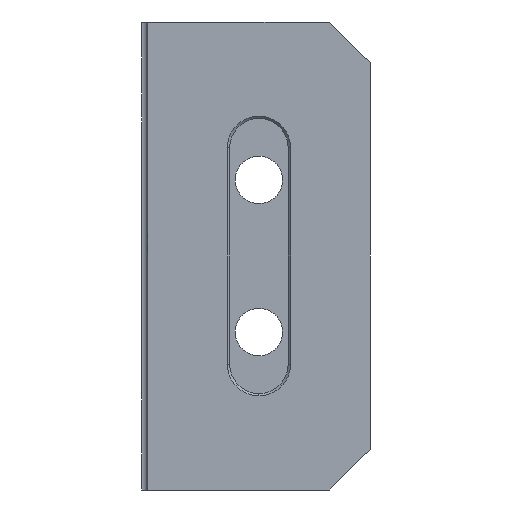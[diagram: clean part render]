
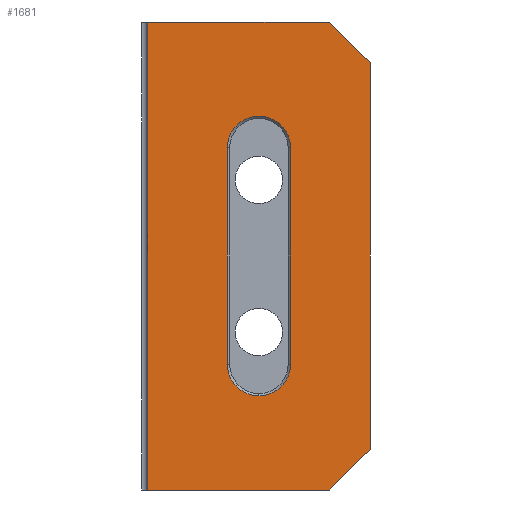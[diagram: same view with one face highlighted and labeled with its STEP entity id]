
A CAD part, front view. The second image highlights one B-rep face of the part: STEP entity #1681.
In plain terms, the highlighted planar face has unit normal (0, -1, 0).
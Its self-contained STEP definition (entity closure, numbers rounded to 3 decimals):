
#15 = CIRCLE ( 'NONE', #2877, 5.4 ) ;
#27 = CARTESIAN_POINT ( 'NONE',  ( 30.5, 24., 7. ) ) ;
#45 = CARTESIAN_POINT ( 'NONE',  ( 30.5, 24., -3.983 ) ) ;
#55 = LINE ( 'NONE', #3327, #2748 ) ;
#163 = CARTESIAN_POINT ( 'NONE',  ( -7.5, 24., 80. ) ) ;
#164 = AXIS2_PLACEMENT_3D ( 'NONE', #45, #1857, #307 ) ;
#307 = DIRECTION ( 'NONE',  ( 0., 0., 1. ) ) ;
#318 = VECTOR ( 'NONE', #539, 1000. ) ;
#403 = CARTESIAN_POINT ( 'NONE',  ( -7.5, 24., 0. ) ) ;
#425 = DIRECTION ( 'NONE',  ( -0.707, 0., 0.707 ) ) ;
#473 = LINE ( 'NONE', #1747, #2464 ) ;
#494 = ORIENTED_EDGE ( 'NONE', *, *, #582, .T. ) ;
#531 = EDGE_CURVE ( 'NONE', #3328, #1321, #1581, .T. ) ;
#539 = DIRECTION ( 'NONE',  ( 0., 0., 1. ) ) ;
#552 = VECTOR ( 'NONE', #1722, 1000. ) ;
#556 = VECTOR ( 'NONE', #1326, 1000. ) ;
#582 = EDGE_CURVE ( 'NONE', #2739, #2415, #2640, .T. ) ;
#606 = CARTESIAN_POINT ( 'NONE',  ( 24.871, 24., 0. ) ) ;
#624 = VERTEX_POINT ( 'NONE', #1508 ) ;
#628 = CARTESIAN_POINT ( 'NONE',  ( 11.5, 24., 21.5 ) ) ;
#663 = CARTESIAN_POINT ( 'NONE',  ( 30.5, 24., -3.983 ) ) ;
#680 = CARTESIAN_POINT ( 'NONE',  ( 24.871, 24., 80. ) ) ;
#689 = EDGE_LOOP ( 'NONE', ( #3332, #1356, #1051, #2878, #494, #2470 ) ) ;
#762 = AXIS2_PLACEMENT_3D ( 'NONE', #628, #2459, #899 ) ;
#769 = CARTESIAN_POINT ( 'NONE',  ( 16.9, 24., 21.5 ) ) ;
#874 = DIRECTION ( 'NONE',  ( -1., 0., 0. ) ) ;
#899 = DIRECTION ( 'NONE',  ( 0., 0., 1. ) ) ;
#937 = FACE_OUTER_BOUND ( 'NONE', #689, .T. ) ;
#1050 = LINE ( 'NONE', #606, #1732 ) ;
#1051 = ORIENTED_EDGE ( 'NONE', *, *, #2859, .F. ) ;
#1074 = VERTEX_POINT ( 'NONE', #3041 ) ;
#1206 = CIRCLE ( 'NONE', #762, 5.4 ) ;
#1208 = CARTESIAN_POINT ( 'NONE',  ( 11.5, 24., 58.5 ) ) ;
#1262 = ORIENTED_EDGE ( 'NONE', *, *, #2772, .T. ) ;
#1289 = ORIENTED_EDGE ( 'NONE', *, *, #2939, .T. ) ;
#1314 = ORIENTED_EDGE ( 'NONE', *, *, #1642, .T. ) ;
#1321 = VERTEX_POINT ( 'NONE', #2358 ) ;
#1326 = DIRECTION ( 'NONE',  ( 0.707, 0., 0.707 ) ) ;
#1347 = LINE ( 'NONE', #27, #556 ) ;
#1350 = EDGE_CURVE ( 'NONE', #1074, #2907, #1347, .T. ) ;
#1356 = ORIENTED_EDGE ( 'NONE', *, *, #1350, .T. ) ;
#1384 = CARTESIAN_POINT ( 'NONE',  ( 23.5, 24., 80. ) ) ;
#1455 = CARTESIAN_POINT ( 'NONE',  ( 23.5, 24., 80. ) ) ;
#1463 = DIRECTION ( 'NONE',  ( 0., 0., 1. ) ) ;
#1467 = CARTESIAN_POINT ( 'NONE',  ( 11.5, 24., 21.5 ) ) ;
#1480 = VECTOR ( 'NONE', #2222, 1000. ) ;
#1498 = DIRECTION ( 'NONE',  ( 0., 0., -1. ) ) ;
#1508 = CARTESIAN_POINT ( 'NONE',  ( 6.1, 24., 21.5 ) ) ;
#1561 = LINE ( 'NONE', #663, #1480 ) ;
#1581 = CIRCLE ( 'NONE', #2614, 5.4 ) ;
#1592 = VERTEX_POINT ( 'NONE', #769 ) ;
#1642 = EDGE_CURVE ( 'NONE', #624, #3328, #2393, .T. ) ;
#1677 = CARTESIAN_POINT ( 'NONE',  ( 6.1, 24., 58.5 ) ) ;
#1681 = ADVANCED_FACE ( 'NONE', ( #2311, #937 ), #2628, .F. ) ;
#1717 = CARTESIAN_POINT ( 'NONE',  ( 30.5, 24., 7. ) ) ;
#1722 = DIRECTION ( 'NONE',  ( -1., 0., 0. ) ) ;
#1725 = DIRECTION ( 'NONE',  ( 0., 0., 1. ) ) ;
#1732 = VECTOR ( 'NONE', #874, 1000. ) ;
#1747 = CARTESIAN_POINT ( 'NONE',  ( -7.5, 24., -3.983 ) ) ;
#1857 = DIRECTION ( 'NONE',  ( 0., 1., 0. ) ) ;
#1965 = VERTEX_POINT ( 'NONE', #403 ) ;
#1992 = ORIENTED_EDGE ( 'NONE', *, *, #2987, .T. ) ;
#1997 = ORIENTED_EDGE ( 'NONE', *, *, #531, .T. ) ;
#2008 = DIRECTION ( 'NONE',  ( 0., 0., -1. ) ) ;
#2010 = VECTOR ( 'NONE', #425, 1000. ) ;
#2222 = DIRECTION ( 'NONE',  ( 0., 0., -1. ) ) ;
#2282 = EDGE_CURVE ( 'NONE', #1074, #1965, #1050, .T. ) ;
#2311 = FACE_BOUND ( 'NONE', #2553, .T. ) ;
#2329 = CARTESIAN_POINT ( 'NONE',  ( 6.1, 24., -3.983 ) ) ;
#2358 = CARTESIAN_POINT ( 'NONE',  ( 16.9, 24., 58.5 ) ) ;
#2393 = LINE ( 'NONE', #2329, #318 ) ;
#2415 = VERTEX_POINT ( 'NONE', #163 ) ;
#2452 = EDGE_CURVE ( 'NONE', #2415, #1965, #473, .T. ) ;
#2459 = DIRECTION ( 'NONE',  ( 0., 1., 0. ) ) ;
#2464 = VECTOR ( 'NONE', #2008, 1000. ) ;
#2470 = ORIENTED_EDGE ( 'NONE', *, *, #2452, .T. ) ;
#2553 = EDGE_LOOP ( 'NONE', ( #1289, #1262, #1314, #1997, #1992 ) ) ;
#2614 = AXIS2_PLACEMENT_3D ( 'NONE', #1208, #3027, #1463 ) ;
#2628 = PLANE ( 'NONE',  #164 ) ;
#2640 = LINE ( 'NONE', #680, #552 ) ;
#2698 = LINE ( 'NONE', #1455, #2010 ) ;
#2739 = VERTEX_POINT ( 'NONE', #1384 ) ;
#2748 = VECTOR ( 'NONE', #1498, 1000. ) ;
#2772 = EDGE_CURVE ( 'NONE', #2915, #624, #1206, .T. ) ;
#2859 = EDGE_CURVE ( 'NONE', #3284, #2907, #1561, .T. ) ;
#2877 = AXIS2_PLACEMENT_3D ( 'NONE', #1467, #3291, #1725 ) ;
#2878 = ORIENTED_EDGE ( 'NONE', *, *, #2920, .T. ) ;
#2907 = VERTEX_POINT ( 'NONE', #1717 ) ;
#2915 = VERTEX_POINT ( 'NONE', #3281 ) ;
#2920 = EDGE_CURVE ( 'NONE', #3284, #2739, #2698, .T. ) ;
#2939 = EDGE_CURVE ( 'NONE', #1592, #2915, #15, .T. ) ;
#2987 = EDGE_CURVE ( 'NONE', #1321, #1592, #55, .T. ) ;
#3027 = DIRECTION ( 'NONE',  ( 0., 1., 0. ) ) ;
#3041 = CARTESIAN_POINT ( 'NONE',  ( 23.5, 24., 0. ) ) ;
#3231 = CARTESIAN_POINT ( 'NONE',  ( 30.5, 24., 73. ) ) ;
#3281 = CARTESIAN_POINT ( 'NONE',  ( 11.5, 24., 16.1 ) ) ;
#3284 = VERTEX_POINT ( 'NONE', #3231 ) ;
#3291 = DIRECTION ( 'NONE',  ( 0., 1., 0. ) ) ;
#3327 = CARTESIAN_POINT ( 'NONE',  ( 16.9, 24., -3.983 ) ) ;
#3328 = VERTEX_POINT ( 'NONE', #1677 ) ;
#3332 = ORIENTED_EDGE ( 'NONE', *, *, #2282, .F. ) ;
